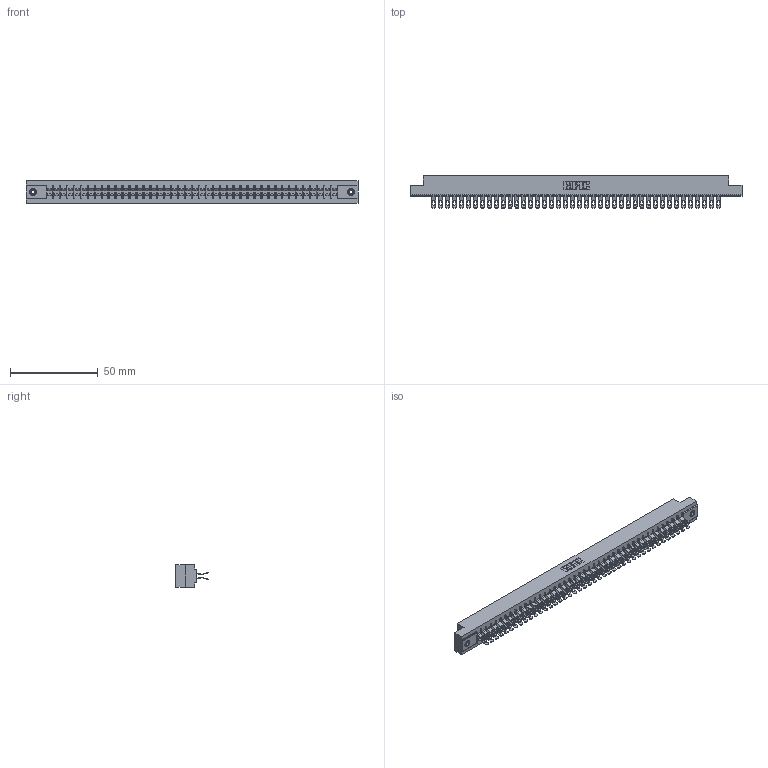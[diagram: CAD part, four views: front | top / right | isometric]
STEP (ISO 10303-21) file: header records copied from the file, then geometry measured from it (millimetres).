
FILE_DESCRIPTION (( 'STEP AP203' ), '1' );
FILE_NAME ('315-084-555-208.STEP', '2019-09-11T00:00:35', ( '' ), ( '' ), 'SwSTEP 2.0', 'SolidWorks 2016', '' );
FILE_SCHEMA (( 'CONFIG_CONTROL_DESIGN' ));
Length unit declared in the file: inch
Products named in the file (4): 305 Part_.156 Dia; 305-290-001_555; 315-084-555-208; 345-250-001_345-250-003-102
Assembly tree (87 placements, depth 2):
  315-084-555-208
    305 Part_.156 Dia
    305-290-001_555  x84
    345-250-001_345-250-003-102  x2
Bounding box: 189.43 x 18.41 x 12.7 mm (x, y, z)
Volume: 20005.2 mm3; surface area: 27050.7 mm2
Topology: 87 solids, 87 shells, 5720 faces, 17042 edges, 11128 vertices
Faces by surface type: plane 2788, cylinder 2748, sphere 168, cone 12, torus 4
Entity records: 47284 total; most frequent: CARTESIAN_POINT 7825, ORIENTED_EDGE 7752, DIRECTION 7574, EDGE_CURVE 3876, LINE 3112, VECTOR 3112, VERTEX_POINT 2466, AXIS2_PLACEMENT_3D 2231
